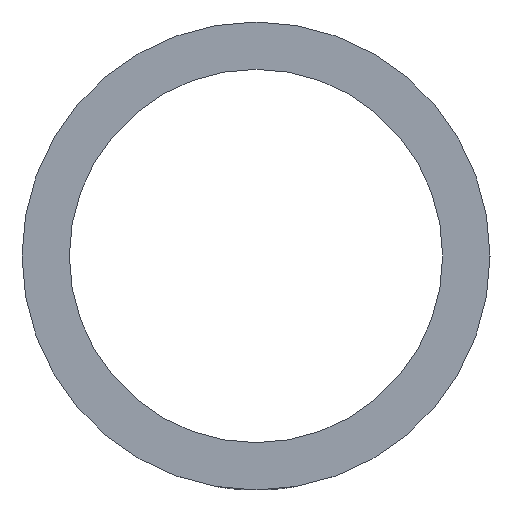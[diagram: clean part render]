
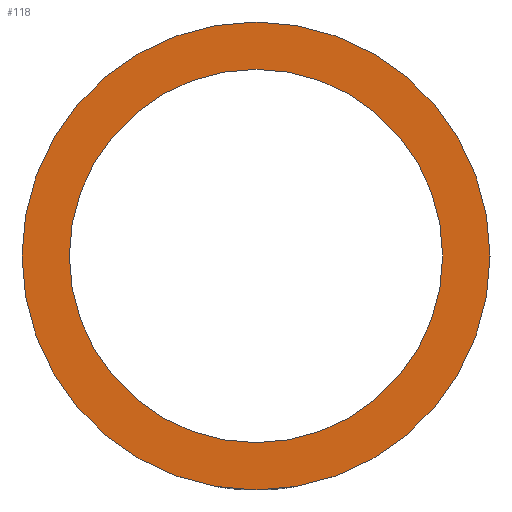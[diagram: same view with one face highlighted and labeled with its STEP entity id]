
A CAD part, left-side view. The second image highlights one B-rep face of the part: STEP entity #118.
In plain terms, the highlighted planar face has unit normal (-1, 0, 0).
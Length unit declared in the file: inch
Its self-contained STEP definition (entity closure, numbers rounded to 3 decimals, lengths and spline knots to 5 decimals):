
#34=FACE_BOUND('',#51,.T.);
#41=FACE_OUTER_BOUND('',#50,.T.);
#50=EDGE_LOOP('',(#94));
#51=EDGE_LOOP('',(#95));
#66=CIRCLE('',#136,0.6575);
#67=CIRCLE('',#137,0.5245);
#72=VERTEX_POINT('',#186);
#73=VERTEX_POINT('',#188);
#82=EDGE_CURVE('',#72,#72,#66,.T.);
#83=EDGE_CURVE('',#73,#73,#67,.T.);
#94=ORIENTED_EDGE('',*,*,#82,.F.);
#95=ORIENTED_EDGE('',*,*,#83,.F.);
#114=PLANE('',#135);
#118=ADVANCED_FACE('',(#41,#34),#114,.F.);
#135=AXIS2_PLACEMENT_3D('',#185,#152,#153);
#136=AXIS2_PLACEMENT_3D('',#187,#154,#155);
#137=AXIS2_PLACEMENT_3D('',#189,#156,#157);
#152=DIRECTION('center_axis',(1.,0.,0.));
#153=DIRECTION('ref_axis',(0.,-1.,0.));
#154=DIRECTION('center_axis',(1.,0.,0.));
#155=DIRECTION('ref_axis',(0.,-1.,0.));
#156=DIRECTION('center_axis',(-1.,0.,0.));
#157=DIRECTION('ref_axis',(0.,-1.,0.));
#185=CARTESIAN_POINT('Origin',(-6.,0.,0.));
#186=CARTESIAN_POINT('',(-6.,-0.6575,0.));
#187=CARTESIAN_POINT('Origin',(-6.,0.,0.));
#188=CARTESIAN_POINT('',(-6.,-0.5245,0.));
#189=CARTESIAN_POINT('Origin',(-6.,0.,0.));
